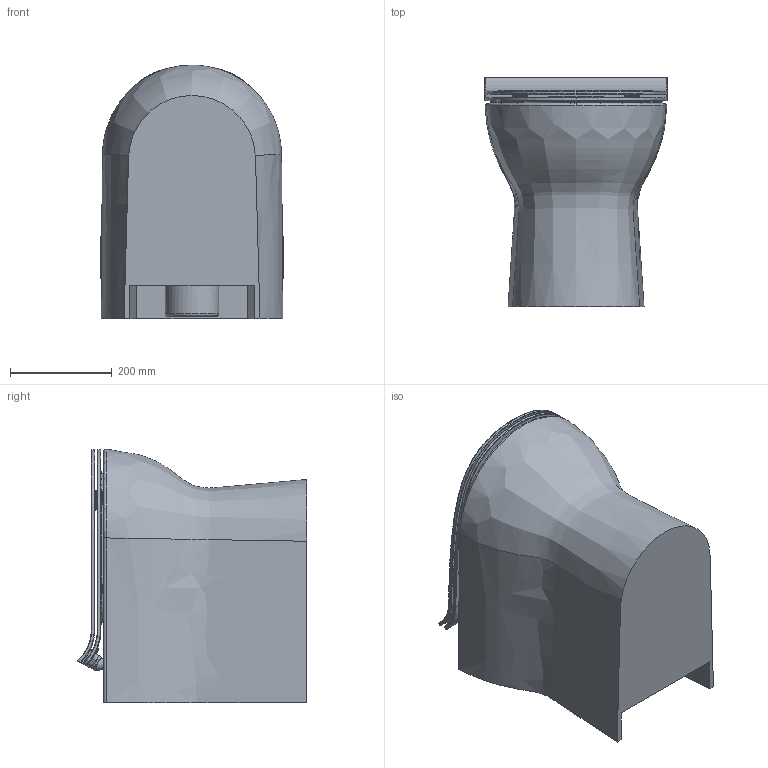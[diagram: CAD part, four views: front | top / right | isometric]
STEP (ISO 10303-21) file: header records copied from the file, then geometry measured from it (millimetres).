
FILE_DESCRIPTION (( 'STEP AP214' ), '1' );
FILE_NAME ('AIRBTW02_STEP_V10124.STEP', '2024-01-10T08:21:42', ( '' ), ( '' ), 'SwSTEP 2.0', 'SolidWorks 2019', '' );
FILE_SCHEMA (( 'AUTOMOTIVE_DESIGN' ));
Length unit declared in the file: inch
Products named in the file (3): AIR78_v20822; AIRBTW02_STEP_V10124; AIRBTW_v21220
Assembly tree (2 placements, depth 2):
  AIRBTW02_STEP_V10124
    AIRBTW_v21220
    AIR78_v20822
Bounding box: 359.99 x 451.97 x 500 mm (x, y, z)
Volume: 22584017.4 mm3; surface area: 1706032.4 mm2
Topology: 2 solids, 2 shells, 489 faces, 1178 edges, 683 vertices
Faces by surface type: bspline 182, cylinder 143, torus 89, plane 64, sphere 11
Entity records: 41682 total; most frequent: CARTESIAN_POINT 31616, ORIENTED_EDGE 2316, DIRECTION 1788, EDGE_CURVE 1158, AXIS2_PLACEMENT_3D 763, VERTEX_POINT 679, EDGE_LOOP 507, ADVANCED_FACE 489
